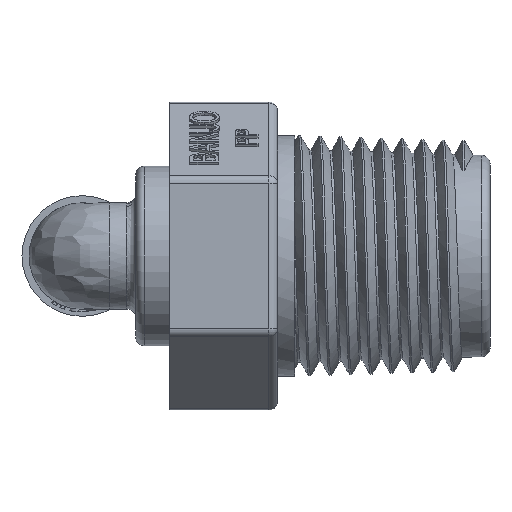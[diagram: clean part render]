
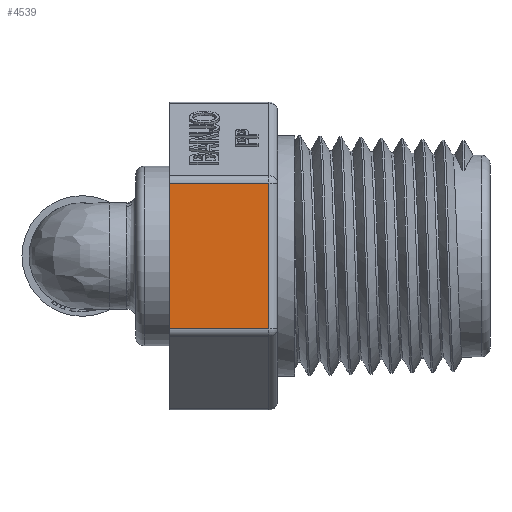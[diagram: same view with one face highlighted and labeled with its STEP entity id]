
A CAD part, left-side view. The second image highlights one B-rep face of the part: STEP entity #4539.
In plain terms, the highlighted planar face has unit normal (-1, 0, 0).
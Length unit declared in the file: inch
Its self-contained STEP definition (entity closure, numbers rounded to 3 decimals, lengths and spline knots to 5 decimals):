
#126=LINE('',#5811,#507);
#129=LINE('',#5815,#510);
#135=LINE('',#5830,#516);
#148=LINE('',#5856,#529);
#507=VECTOR('',#4920,0.3937);
#510=VECTOR('',#4925,0.3937);
#516=VECTOR('',#4941,0.3937);
#529=VECTOR('',#4972,0.3937);
#1008=PLANE('',#4809);
#1339=FACE_OUTER_BOUND('',#1639,.T.);
#1639=EDGE_LOOP('',(#4250,#4251,#4252,#4253));
#1934=VERTEX_POINT('',#5771);
#1939=VERTEX_POINT('',#5783);
#1947=VERTEX_POINT('',#5809);
#1950=VERTEX_POINT('',#5826);
#2382=EDGE_CURVE('',#1947,#1939,#126,.T.);
#2385=EDGE_CURVE('',#1939,#1934,#129,.T.);
#2393=EDGE_CURVE('',#1934,#1950,#135,.T.);
#2408=EDGE_CURVE('',#1950,#1947,#148,.T.);
#4250=ORIENTED_EDGE('',*,*,#2382,.F.);
#4251=ORIENTED_EDGE('',*,*,#2408,.F.);
#4252=ORIENTED_EDGE('',*,*,#2393,.F.);
#4253=ORIENTED_EDGE('',*,*,#2385,.F.);
#4539=ADVANCED_FACE('',(#1339),#1008,.T.);
#4809=AXIS2_PLACEMENT_3D('',#18946,#5681,#5682);
#4920=DIRECTION('',(0.,-1.,0.));
#4925=DIRECTION('',(0.,0.,-1.));
#4941=DIRECTION('',(0.,1.,0.));
#4972=DIRECTION('',(0.,0.,1.));
#5681=DIRECTION('center_axis',(-1.,0.,0.));
#5682=DIRECTION('ref_axis',(0.,0.,-1.));
#5771=CARTESIAN_POINT('',(-0.4685,-0.65,-0.25317));
#5783=CARTESIAN_POINT('',(-0.4685,-0.65,0.25317));
#5809=CARTESIAN_POINT('',(-0.4685,-0.305,0.25317));
#5811=CARTESIAN_POINT('',(-0.4685,-0.305,0.25317));
#5815=CARTESIAN_POINT('',(-0.4685,-0.65,0.13524));
#5826=CARTESIAN_POINT('',(-0.4685,-0.305,-0.25317));
#5830=CARTESIAN_POINT('',(-0.4685,-0.305,-0.25317));
#5856=CARTESIAN_POINT('',(-0.4685,-0.305,0.13524));
#18946=CARTESIAN_POINT('Origin',(-0.4685,-0.305,0.27049));
